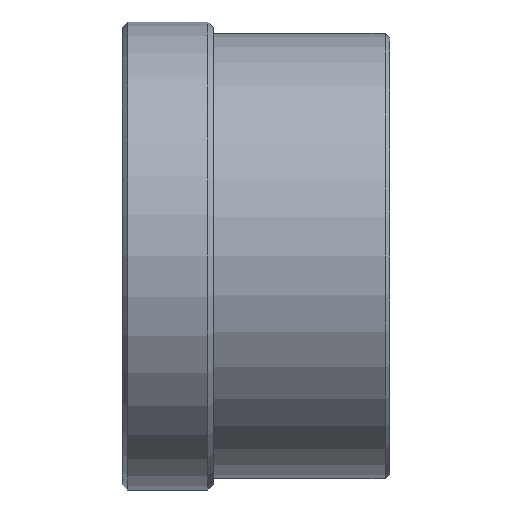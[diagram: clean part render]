
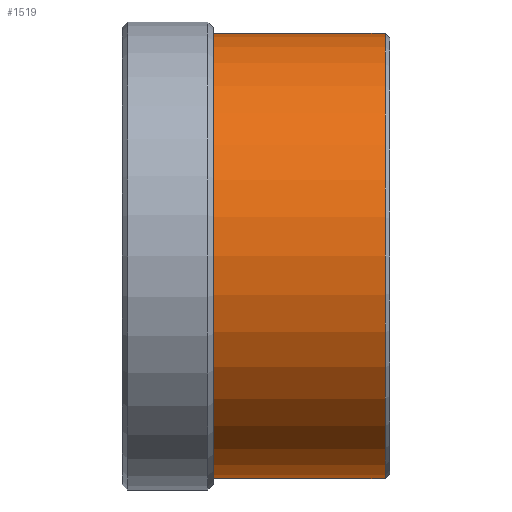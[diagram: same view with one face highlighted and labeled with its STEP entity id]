
A CAD part, front view. The second image highlights one B-rep face of the part: STEP entity #1519.
In plain terms, the highlighted cylindrical face has radius 12.5 mm (diameter 25 mm), a partial arc.
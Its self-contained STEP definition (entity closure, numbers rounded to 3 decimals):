
#317 = DIRECTION ( 'NONE',  ( 0., 0., -1. ) ) ;
#362 = CARTESIAN_POINT ( 'NONE',  ( 14.75, 0., -12.5 ) ) ;
#430 = AXIS2_PLACEMENT_3D ( 'NONE', #3744, #3373, #1221 ) ;
#503 = ORIENTED_EDGE ( 'NONE', *, *, #1377, .F. ) ;
#530 = EDGE_CURVE ( 'NONE', #4069, #4061, #1609, .T. ) ;
#538 = ORIENTED_EDGE ( 'NONE', *, *, #3856, .T. ) ;
#678 = CARTESIAN_POINT ( 'NONE',  ( 5.1, 0., -12.5 ) ) ;
#1005 = ORIENTED_EDGE ( 'NONE', *, *, #530, .T. ) ;
#1040 = AXIS2_PLACEMENT_3D ( 'NONE', #4208, #2711, #3114 ) ;
#1221 = DIRECTION ( 'NONE',  ( 0., 0., -1. ) ) ;
#1377 = EDGE_CURVE ( 'NONE', #3105, #2105, #1416, .T. ) ;
#1416 = CIRCLE ( 'NONE', #1040, 12.5 ) ;
#1519 = ADVANCED_FACE ( 'NONE', ( #2316 ), #2245, .T. ) ;
#1592 = CARTESIAN_POINT ( 'NONE',  ( 5.1, 0., 12.5 ) ) ;
#1609 = CIRCLE ( 'NONE', #2196, 12.5 ) ;
#1900 = ORIENTED_EDGE ( 'NONE', *, *, #2287, .F. ) ;
#2105 = VERTEX_POINT ( 'NONE', #1592 ) ;
#2196 = AXIS2_PLACEMENT_3D ( 'NONE', #4196, #3801, #317 ) ;
#2229 = CARTESIAN_POINT ( 'NONE',  ( -37.551, 0., -12.5 ) ) ;
#2245 = CYLINDRICAL_SURFACE ( 'NONE', #430, 12.5 ) ;
#2287 = EDGE_CURVE ( 'NONE', #2105, #4061, #4476, .T. ) ;
#2316 = FACE_OUTER_BOUND ( 'NONE', #3532, .T. ) ;
#2503 = DIRECTION ( 'NONE',  ( 1., 0., 0. ) ) ;
#2527 = LINE ( 'NONE', #2229, #4191 ) ;
#2711 = DIRECTION ( 'NONE',  ( -1., 0., 0. ) ) ;
#3105 = VERTEX_POINT ( 'NONE', #678 ) ;
#3114 = DIRECTION ( 'NONE',  ( 0., 0., -1. ) ) ;
#3373 = DIRECTION ( 'NONE',  ( 1., 0., 0. ) ) ;
#3485 = DIRECTION ( 'NONE',  ( 1., 0., 0. ) ) ;
#3532 = EDGE_LOOP ( 'NONE', ( #1900, #503, #538, #1005 ) ) ;
#3744 = CARTESIAN_POINT ( 'NONE',  ( -37.551, 0., 0. ) ) ;
#3801 = DIRECTION ( 'NONE',  ( -1., 0., 0. ) ) ;
#3856 = EDGE_CURVE ( 'NONE', #3105, #4069, #2527, .T. ) ;
#4061 = VERTEX_POINT ( 'NONE', #4304 ) ;
#4069 = VERTEX_POINT ( 'NONE', #362 ) ;
#4173 = VECTOR ( 'NONE', #3485, 1000. ) ;
#4191 = VECTOR ( 'NONE', #2503, 1000. ) ;
#4196 = CARTESIAN_POINT ( 'NONE',  ( 14.75, 0., 0. ) ) ;
#4208 = CARTESIAN_POINT ( 'NONE',  ( 5.1, 0., 0. ) ) ;
#4304 = CARTESIAN_POINT ( 'NONE',  ( 14.75, 0., 12.5 ) ) ;
#4476 = LINE ( 'NONE', #4550, #4173 ) ;
#4550 = CARTESIAN_POINT ( 'NONE',  ( -37.551, 0., 12.5 ) ) ;
